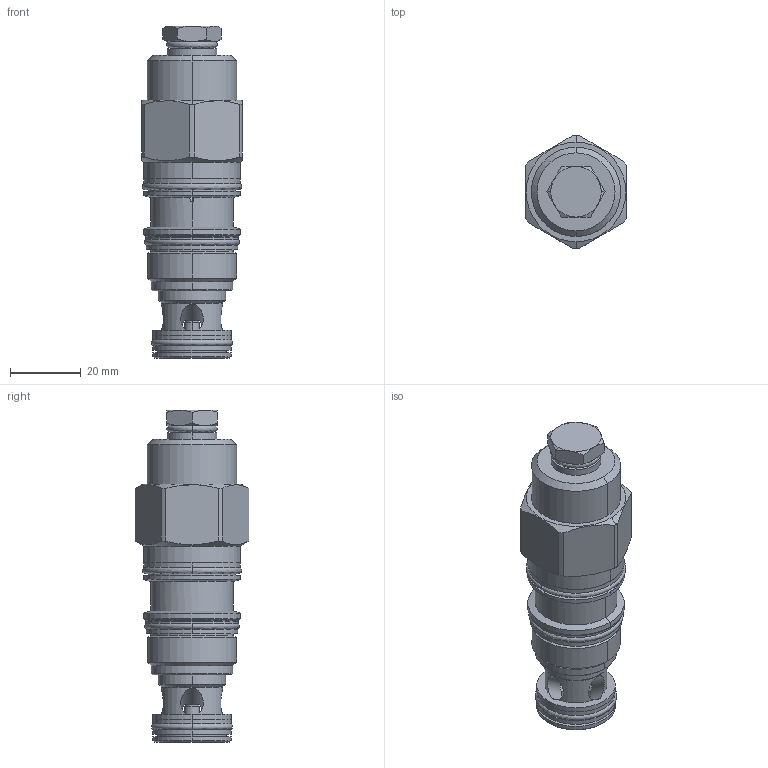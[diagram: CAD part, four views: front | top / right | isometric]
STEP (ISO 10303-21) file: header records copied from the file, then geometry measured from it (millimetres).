
FILE_DESCRIPTION((''),'2;1');
FILE_NAME('CKEV-XCN_PRT','2014-02-12T',('Administrator'),(''),'PRO/ENGINEER BY PARAMETRIC TECHNOLOGY CORPORATION, 2006240','PRO/ENGINEER BY PARAMETRIC TECHNOLOGY CORPORATION, 2006240','');
FILE_SCHEMA(('CONFIG_CONTROL_DESIGN'));
Length unit declared in the file: inch
Products named in the file (1): CKEV-XCN_PRT
Bounding box: 28.57 x 32.21 x 93.98 mm (x, y, z)
Volume: 42112 mm3; surface area: 13105.4 mm2
Topology: 5 solids, 5 shells, 225 faces, 518 edges, 311 vertices
Faces by surface type: cylinder 88, cone 50, plane 47, torus 24, revolution 16
Entity records: 8124 total; most frequent: CARTESIAN_POINT 3036, DIRECTION 1074, ORIENTED_EDGE 1028, EDGE_CURVE 514, AXIS2_PLACEMENT_3D 455, VERTEX_POINT 311, EDGE_LOOP 253, CIRCLE 246
